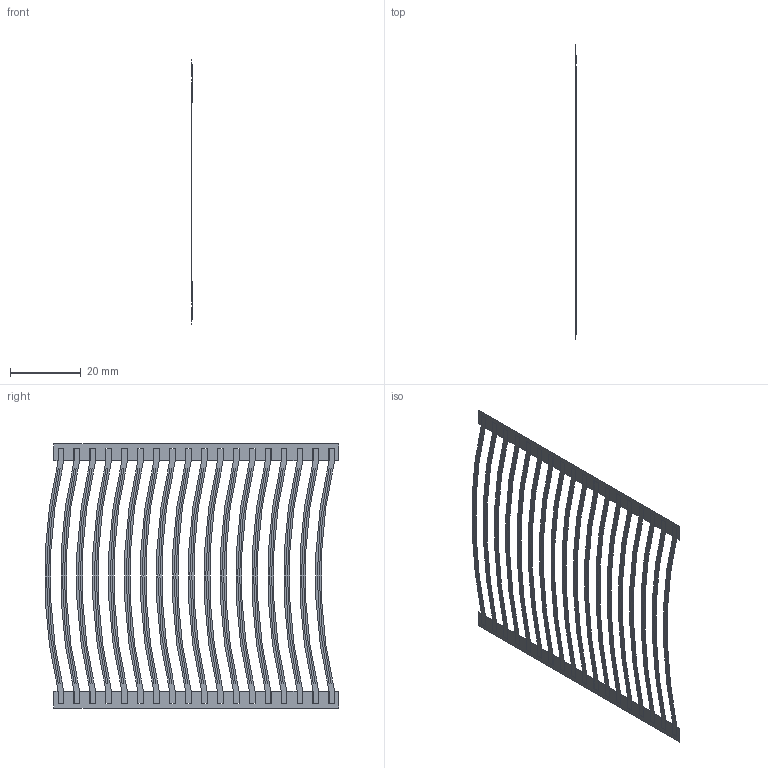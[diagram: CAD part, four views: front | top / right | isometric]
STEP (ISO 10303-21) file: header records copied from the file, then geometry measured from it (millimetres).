
FILE_DESCRIPTION (( 'STEP AP203' ), '1' );
FILE_NAME ('Fuel Assembly - HEU Alloy Regular - Horizontal Cross Section 6-7-20.STEP', '2020-06-08T03:21:40', ( 'Windows User' ), ( '' ), 'SwSTEP 2.0', 'SolidWorks 2019', '' );
FILE_SCHEMA (( 'CONFIG_CONTROL_DESIGN' ));
Length unit declared in the file: inch
Products named in the file (1): Fuel Assembly - HEU Alloy Regular - Horizontal Cross Section 6-7-20
Bounding box: 0 x 83 x 74.63 mm (x, y, z)
Surface area: 2600.4 mm2 (no closed solid volume)
Topology: 0 solids, 38 shells, 38 faces, 440 edges, 440 vertices
Faces by surface type: plane 38
Entity records: 4092 total; most frequent: CARTESIAN_POINT 919, DIRECTION 626, VERTEX_POINT 440, ORIENTED_EDGE 440, EDGE_CURVE 440, LINE 332, VECTOR 332, AXIS2_PLACEMENT_3D 147
